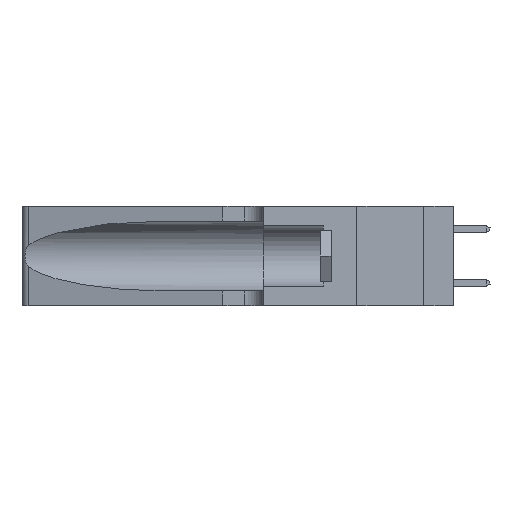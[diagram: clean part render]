
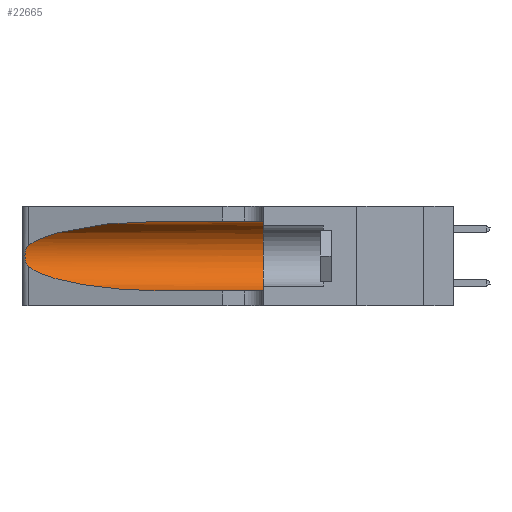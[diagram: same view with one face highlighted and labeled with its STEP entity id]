
A CAD part, left-side view. The second image highlights one B-rep face of the part: STEP entity #22665.
In plain terms, the highlighted cylindrical face has radius 3.308 mm (diameter 6.617 mm), a partial arc.
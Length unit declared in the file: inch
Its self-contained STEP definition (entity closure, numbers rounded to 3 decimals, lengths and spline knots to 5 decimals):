
#63 = CARTESIAN_POINT ( 'NONE',  ( 0.1305, 1.61858, 0.31525 ) ) ;
#282 = CARTESIAN_POINT ( 'NONE',  ( 0.25487, 1.22718, 0.22369 ) ) ;
#2428 = VERTEX_POINT ( 'NONE', #13683 ) ;
#4241 = DIRECTION ( 'NONE',  ( 0., 0., -1. ) ) ;
#4562 = ORIENTED_EDGE ( 'NONE', *, *, #22485, .T. ) ;
#4684 = CARTESIAN_POINT ( 'NONE',  ( 0.25787, 1.23484, 0.2124 ) ) ;
#5936 = CARTESIAN_POINT ( 'NONE',  ( 0.25487, 1.22718, 0.14631 ) ) ;
#5958 = CARTESIAN_POINT ( 'NONE',  ( 0.1305, 0.35, 0.185 ) ) ;
#6221 = B_SPLINE_CURVE_WITH_KNOTS ( 'NONE', 3,
 ( #16328, #30005, #18635, #4684, #20924, #7103, #23220, #9482, #25528, #11806, #27825, #14113, #22065, #16431 ),
 .UNSPECIFIED., .F., .F.,
 ( 4, 2, 2, 2, 2, 2, 4 ),
 ( 0., 0.00027, 0.00053, 0.00107, 0.0016, 0.00187, 0.00214 ),
 .UNSPECIFIED. ) ;
#7103 = CARTESIAN_POINT ( 'NONE',  ( 0.26018, 1.23835, 0.19895 ) ) ;
#7944 = VECTOR ( 'NONE', #18846, 39.37008 ) ;
#8341 = CARTESIAN_POINT ( 'NONE',  ( 0.18966, 0.96281, 0.05475 ) ) ;
#8356 = DIRECTION ( 'NONE',  ( 0., 0., 1. ) ) ;
#8529 = FACE_OUTER_BOUND ( 'NONE', #11082, .T. ) ;
#8693 = ORIENTED_EDGE ( 'NONE', *, *, #8957, .T. ) ;
#8809 = CARTESIAN_POINT ( 'NONE',  ( 0.18966, 0.96281, 0.31525 ) ) ;
#8957 = EDGE_CURVE ( 'NONE', #11371, #27086, #26941, .T. ) ;
#9065 = VERTEX_POINT ( 'NONE', #24444 ) ;
#9482 = CARTESIAN_POINT ( 'NONE',  ( 0.26075, 1.23896, 0.178 ) ) ;
#10766 = CIRCLE ( 'NONE', #23517, 0.13025 ) ;
#11082 = EDGE_LOOP ( 'NONE', ( #11375, #20524, #4562, #8693, #24762, #23239 ) ) ;
#11371 = VERTEX_POINT ( 'NONE', #20550 ) ;
#11375 = ORIENTED_EDGE ( 'NONE', *, *, #12701, .T. ) ;
#11806 = CARTESIAN_POINT ( 'NONE',  ( 0.25856, 1.23593, 0.16098 ) ) ;
#12664 = LINE ( 'NONE', #63, #7944 ) ;
#12701 = EDGE_CURVE ( 'NONE', #2428, #24714, #15609, .T. ) ;
#12725 = CARTESIAN_POINT ( 'NONE',  ( 0.1305, 1.61858, 0.05475 ) ) ;
#13457 = CARTESIAN_POINT ( 'NONE',  ( 0.2373, 1.15595, 0.28018 ) ) ;
#13683 = CARTESIAN_POINT ( 'NONE',  ( 0.1305, 0.72297, 0.31525 ) ) ;
#13703 = DIRECTION ( 'NONE',  ( 0., -1., 0. ) ) ;
#14113 = CARTESIAN_POINT ( 'NONE',  ( 0.25639, 1.23186, 0.15144 ) ) ;
#14388 = AXIS2_PLACEMENT_3D ( 'NONE', #27425, #13703, #4241 ) ;
#15038 = DIRECTION ( 'NONE',  ( 0., -1., 0. ) ) ;
#15609 =( BOUNDED_CURVE ( )  B_SPLINE_CURVE ( 3, ( #24863, #8809, #13457, #29465 ),
 .UNSPECIFIED., .F., .T. ) 
 B_SPLINE_CURVE_WITH_KNOTS ( ( 4, 4 ),
 ( 1.5708, 2.84003 ),
 .UNSPECIFIED. ) 
 CURVE ( )  GEOMETRIC_REPRESENTATION_ITEM ( )  RATIONAL_B_SPLINE_CURVE ( ( 1., 0.87, 0.87, 1. ) ) 
 REPRESENTATION_ITEM ( '' )  );
#16328 = CARTESIAN_POINT ( 'NONE',  ( 0.25487, 1.22718, 0.22369 ) ) ;
#16431 = CARTESIAN_POINT ( 'NONE',  ( 0.25487, 1.22718, 0.14631 ) ) ;
#18232 = CARTESIAN_POINT ( 'NONE',  ( 0.1305, 0.35, 0.31525 ) ) ;
#18635 = CARTESIAN_POINT ( 'NONE',  ( 0.25639, 1.23184, 0.21858 ) ) ;
#18846 = DIRECTION ( 'NONE',  ( 0., -1., 0. ) ) ;
#20048 = CYLINDRICAL_SURFACE ( 'NONE', #14388, 0.13025 ) ;
#20524 = ORIENTED_EDGE ( 'NONE', *, *, #28935, .T. ) ;
#20550 = CARTESIAN_POINT ( 'NONE',  ( 0.1305, 0.72297, 0.05475 ) ) ;
#20849 = VECTOR ( 'NONE', #15038, 39.37008 ) ;
#20924 = CARTESIAN_POINT ( 'NONE',  ( 0.25854, 1.2359, 0.20912 ) ) ;
#22065 = CARTESIAN_POINT ( 'NONE',  ( 0.25555, 1.22993, 0.14849 ) ) ;
#22102 = CARTESIAN_POINT ( 'NONE',  ( 0.2373, 1.15595, 0.08982 ) ) ;
#22119 = DIRECTION ( 'NONE',  ( 0., 1., 0. ) ) ;
#22485 = EDGE_CURVE ( 'NONE', #9065, #11371, #23089, .T. ) ;
#22665 = ADVANCED_FACE ( 'NONE', ( #8529 ), #20048, .F. ) ;
#23089 =( BOUNDED_CURVE ( )  B_SPLINE_CURVE ( 3, ( #5936, #22102, #8341, #24414 ),
 .UNSPECIFIED., .F., .F. ) 
 B_SPLINE_CURVE_WITH_KNOTS ( ( 4, 4 ),
 ( 3.44316, 4.71239 ),
 .UNSPECIFIED. ) 
 CURVE ( )  GEOMETRIC_REPRESENTATION_ITEM ( )  RATIONAL_B_SPLINE_CURVE ( ( 1., 0.87, 0.87, 1. ) ) 
 REPRESENTATION_ITEM ( '' )  );
#23220 = CARTESIAN_POINT ( 'NONE',  ( 0.26075, 1.23896, 0.19203 ) ) ;
#23239 = ORIENTED_EDGE ( 'NONE', *, *, #27038, .F. ) ;
#23517 = AXIS2_PLACEMENT_3D ( 'NONE', #5958, #22119, #8356 ) ;
#24414 = CARTESIAN_POINT ( 'NONE',  ( 0.1305, 0.72297, 0.05475 ) ) ;
#24444 = CARTESIAN_POINT ( 'NONE',  ( 0.25487, 1.22718, 0.14631 ) ) ;
#24714 = VERTEX_POINT ( 'NONE', #282 ) ;
#24762 = ORIENTED_EDGE ( 'NONE', *, *, #28623, .F. ) ;
#24863 = CARTESIAN_POINT ( 'NONE',  ( 0.1305, 0.72297, 0.31525 ) ) ;
#25017 = VERTEX_POINT ( 'NONE', #18232 ) ;
#25528 = CARTESIAN_POINT ( 'NONE',  ( 0.26017, 1.23833, 0.17102 ) ) ;
#25845 = CARTESIAN_POINT ( 'NONE',  ( 0.1305, 0.35, 0.05475 ) ) ;
#26941 = LINE ( 'NONE', #12725, #20849 ) ;
#27038 = EDGE_CURVE ( 'NONE', #2428, #25017, #12664, .T. ) ;
#27086 = VERTEX_POINT ( 'NONE', #25845 ) ;
#27425 = CARTESIAN_POINT ( 'NONE',  ( 0.1305, 1.61858, 0.185 ) ) ;
#27825 = CARTESIAN_POINT ( 'NONE',  ( 0.25789, 1.23486, 0.15765 ) ) ;
#28623 = EDGE_CURVE ( 'NONE', #25017, #27086, #10766, .T. ) ;
#28935 = EDGE_CURVE ( 'NONE', #24714, #9065, #6221, .T. ) ;
#29465 = CARTESIAN_POINT ( 'NONE',  ( 0.25487, 1.22718, 0.22369 ) ) ;
#30005 = CARTESIAN_POINT ( 'NONE',  ( 0.25555, 1.22994, 0.2215 ) ) ;
